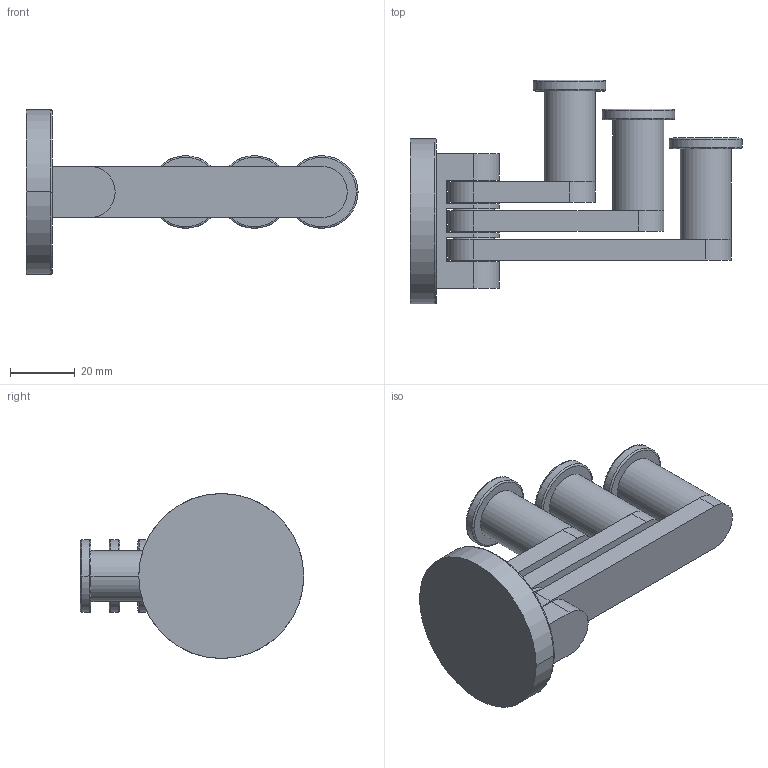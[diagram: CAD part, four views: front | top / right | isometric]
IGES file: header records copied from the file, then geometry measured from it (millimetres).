
Start section:  PTC IGES file: 4610t.igs
Global section: file name: 4610t.igs; native system: Creo Parametric by PTC Inc.; preprocessor: 2019352; author: rsmith; organization: Unknown; date: 20220627.171334; units: inch
Bounding box: 102.26 x 68.83 x 50.8 mm (x, y, z)
Surface area: 21487.9 mm2 (no closed solid volume)
Topology: 0 solids, 0 shells, 80 faces, 380 edges, 380 vertices
Faces by surface type: revolution 47, bspline 33
